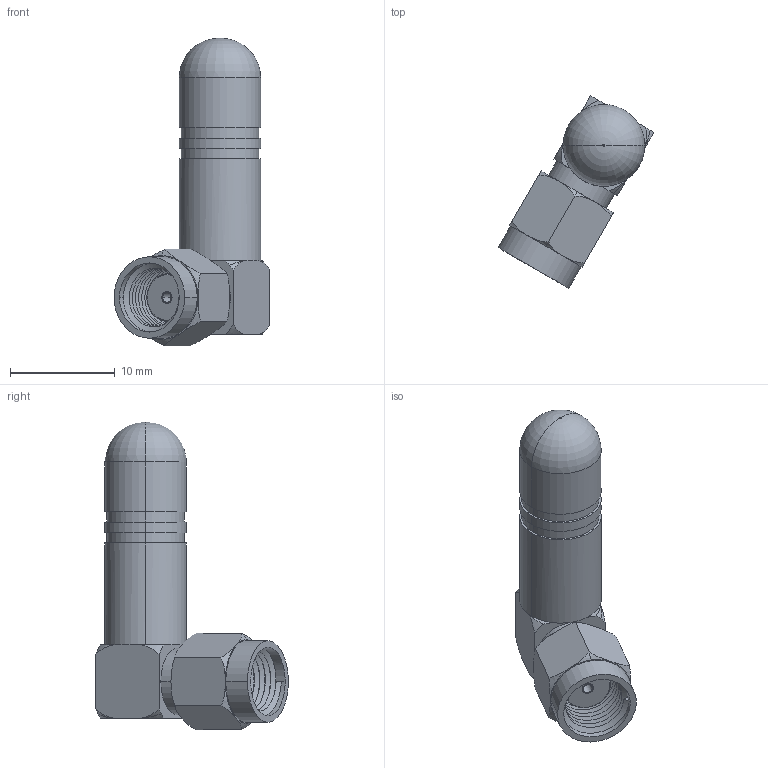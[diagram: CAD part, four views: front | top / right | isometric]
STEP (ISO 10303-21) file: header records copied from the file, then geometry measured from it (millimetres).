
FILE_DESCRIPTION (( 'STEP AP214' ), '1' );
FILE_NAME ('GW.26.0152.STEP', '2017-11-27T08:54:49', ( '' ), ( '' ), 'SwSTEP 2.0', 'SolidWorks 2016', '' );
FILE_SCHEMA (( 'AUTOMOTIVE_DESIGN' ));
Length unit declared in the file: millimetre
Products named in the file (1): GW.26.0152
Bounding box: 14.91 x 18.42 x 29.42 mm (x, y, z)
Volume: 1631.1 mm3; surface area: 1429.4 mm2
Topology: 1 solids, 1 shells, 110 faces, 254 edges, 158 vertices
Faces by surface type: cylinder 44, plane 34, bspline 16, torus 14, cone 2
Entity records: 5894 total; most frequent: CARTESIAN_POINT 2346, ORIENTED_EDGE 508, DIRECTION 453, EDGE_CURVE 254, AXIS2_PLACEMENT_3D 189, VERTEX_POINT 158, EDGE_LOOP 122, UNCERTAINTY_MEASURE_WITH_UNIT 113
